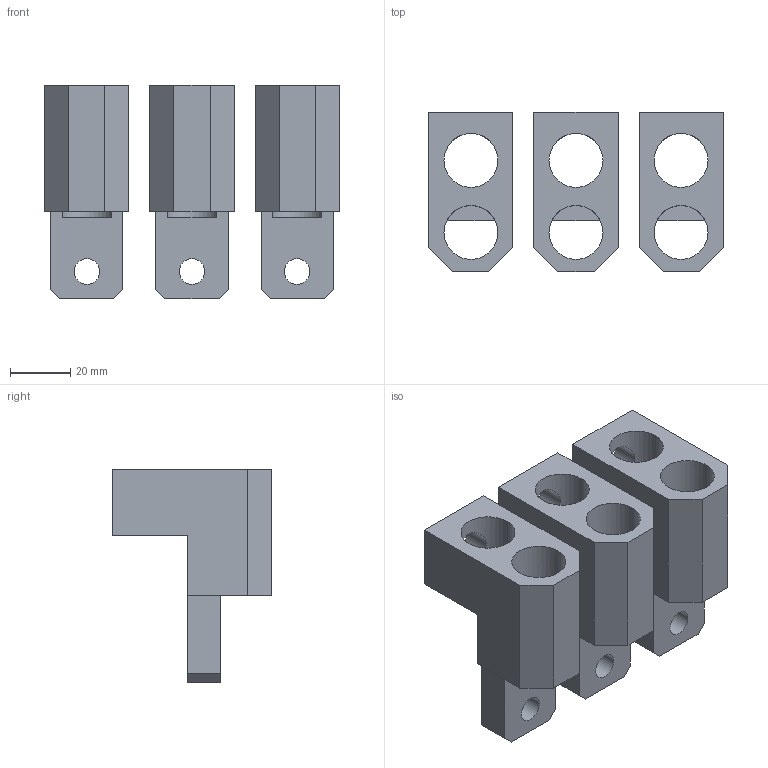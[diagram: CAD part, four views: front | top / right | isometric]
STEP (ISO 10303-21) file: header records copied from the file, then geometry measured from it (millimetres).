
FILE_DESCRIPTION(('CATIA V5 STEP Exchange'),'2;1');
FILE_NAME('1SDH001295R0411_1PA_001_00_XT3_3P_FIXED_FCCuAl_2x150mmq_SUP.stp','2014-11-11T15:28:04+00:00',('none'),('none'),'CATIA Version 5 Release 20 SP 1 (IN-10)','CATIA V5 STEP AP214','none');
FILE_SCHEMA(('AUTOMOTIVE_DESIGN { 1 0 10303 214 1 1 1 1 }'));
Length unit declared in the file: millimetre
Products named in the file (1): 1SDH001295R0411_1PA_001_00_XT3_3P_FIXED_FCCuAl_2x150mmq_SUP
Bounding box: 98 x 53 x 71 mm (x, y, z)
Volume: 103742.1 mm3; surface area: 39701.6 mm2
Topology: 3 solids, 3 shells, 81 faces, 240 edges, 159 vertices
Faces by surface type: plane 51, cylinder 30
Entity records: 2799 total; most frequent: CARTESIAN_POINT 689, ORIENTED_EDGE 480, DIRECTION 326, EDGE_CURVE 240, VECTOR 171, LINE 171, VERTEX_POINT 159, AXIS2_PLACEMENT_3D 107
